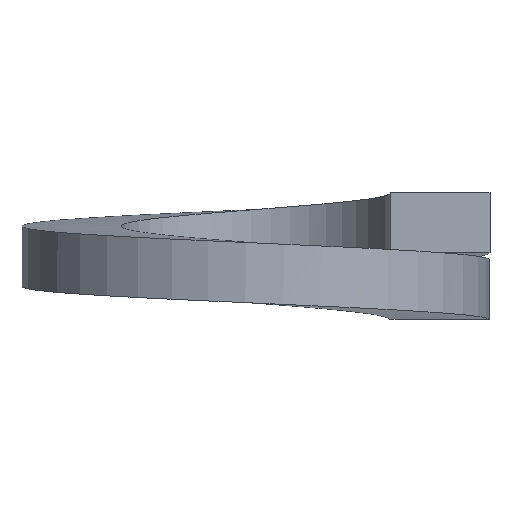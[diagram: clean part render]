
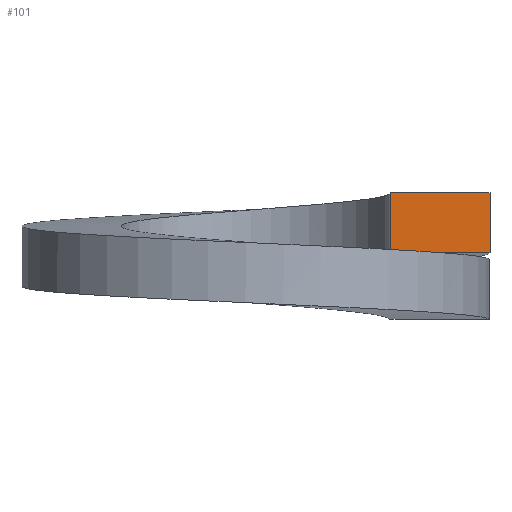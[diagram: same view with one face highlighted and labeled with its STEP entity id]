
A CAD part, front view. The second image highlights one B-rep face of the part: STEP entity #101.
In plain terms, the highlighted face is planar.
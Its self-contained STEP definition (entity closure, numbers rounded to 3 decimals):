
#27=FACE_OUTER_BOUND('',#33,.T.);
#33=EDGE_LOOP('',(#75,#76,#77,#78));
#39=LINE('',#151,#47);
#40=LINE('',#153,#48);
#41=LINE('',#155,#49);
#42=LINE('',#156,#50);
#47=VECTOR('',#132,10.);
#48=VECTOR('',#133,10.);
#49=VECTOR('',#134,10.);
#50=VECTOR('',#135,10.);
#55=VERTEX_POINT('',#149);
#56=VERTEX_POINT('',#150);
#57=VERTEX_POINT('',#152);
#58=VERTEX_POINT('',#154);
#63=EDGE_CURVE('',#55,#56,#39,.T.);
#64=EDGE_CURVE('',#56,#57,#40,.T.);
#65=EDGE_CURVE('',#57,#58,#41,.T.);
#66=EDGE_CURVE('',#58,#55,#42,.T.);
#75=ORIENTED_EDGE('',*,*,#63,.T.);
#76=ORIENTED_EDGE('',*,*,#64,.T.);
#77=ORIENTED_EDGE('',*,*,#65,.T.);
#78=ORIENTED_EDGE('',*,*,#66,.T.);
#99=PLANE('',#122);
#101=ADVANCED_FACE('',(#27),#99,.T.);
#122=AXIS2_PLACEMENT_3D('',#148,#130,#131);
#130=DIRECTION('center_axis',(1.,0.,0.));
#131=DIRECTION('ref_axis',(0.,0.,-1.));
#132=DIRECTION('',(0.,-1.,0.));
#133=DIRECTION('',(0.,0.,-1.));
#134=DIRECTION('',(0.,1.,0.));
#135=DIRECTION('',(0.,0.,1.));
#148=CARTESIAN_POINT('Origin',(0.,5.825,1.9));
#149=CARTESIAN_POINT('',(0.,7.4,1.9));
#150=CARTESIAN_POINT('',(0.,4.25,1.9));
#151=CARTESIAN_POINT('',(0.,7.4,1.9));
#152=CARTESIAN_POINT('',(0.,4.25,0.));
#153=CARTESIAN_POINT('',(0.,4.25,1.9));
#154=CARTESIAN_POINT('',(0.,7.4,0.));
#155=CARTESIAN_POINT('',(0.,4.25,0.));
#156=CARTESIAN_POINT('',(0.,7.4,0.));
